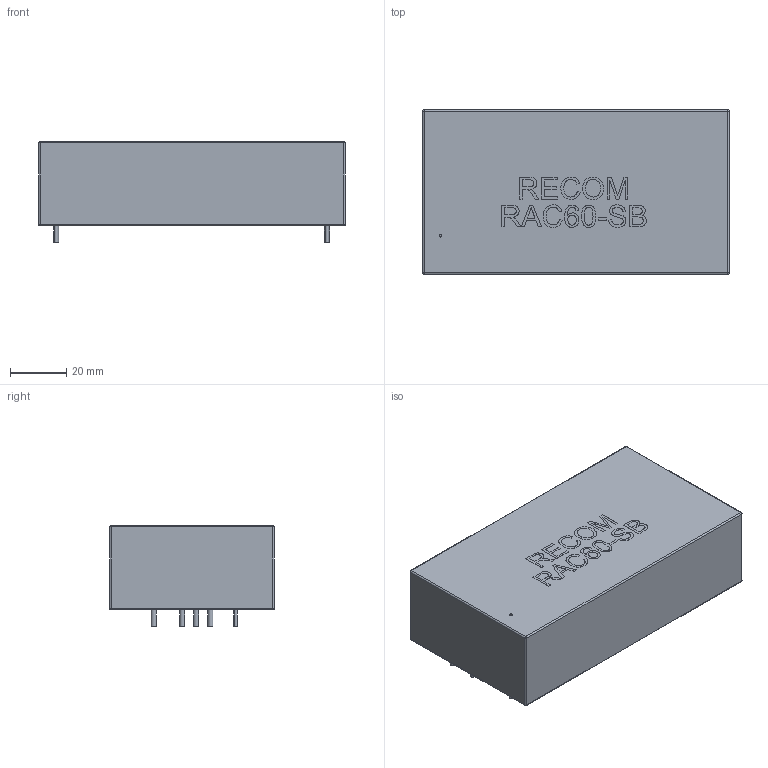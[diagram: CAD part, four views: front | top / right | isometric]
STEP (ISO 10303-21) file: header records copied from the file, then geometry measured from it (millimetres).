
FILE_DESCRIPTION( ( 'Unknown' ), '1' );
FILE_NAME( 'RAC60-SB.stp', 'Unknown', ( 'Unknown' ), ( 'Unknown' ), 'XStep 1.0', 'Unknown', ' ' );
FILE_SCHEMA( ( 'automotive_design' ) );
Length unit declared in the file: millimetre
Products named in the file (1): 1
Bounding box: 109 x 58.5 x 36 mm (x, y, z)
Volume: 191266.7 mm3; surface area: 22922.5 mm2
Topology: 1 solids, 1 shells, 154 faces, 344 edges, 216 vertices
Faces by surface type: plane 94, extrusion 29, cylinder 23, sphere 8
Full cylindrical faces by diameter (mm): 1 x1, 1.2 x2, 1.8 x4, 2.459 x4
Entity records: 7017 total; most frequent: CARTESIAN_POINT 2746, ORIENTED_EDGE 640, DIRECTION 477, EDGE_CURVE 320, VERTEX_POINT 216, EDGE_LOOP 202, B_SPLINE_CURVE_WITH_KNOTS 199, AXIS2_PLACEMENT_3D 172
